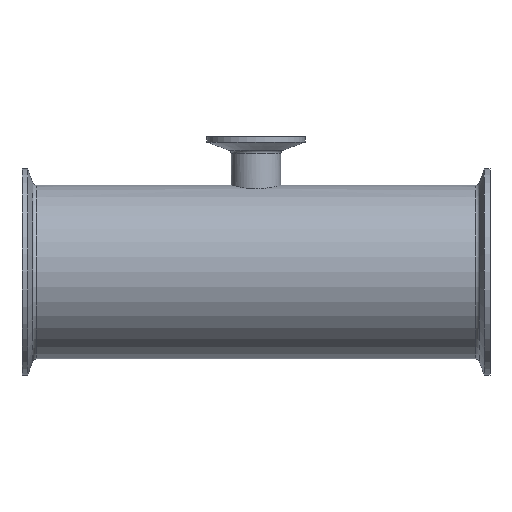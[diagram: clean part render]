
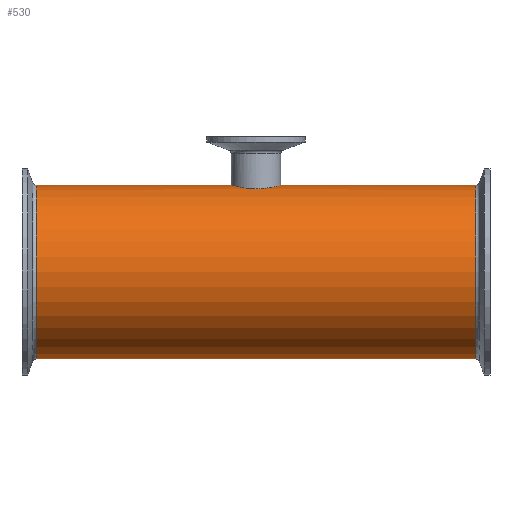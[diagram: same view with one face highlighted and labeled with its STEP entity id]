
A CAD part, front view. The second image highlights one B-rep face of the part: STEP entity #530.
In plain terms, the highlighted cylindrical face has radius 44.55 mm (diameter 89.1 mm), a full revolution.
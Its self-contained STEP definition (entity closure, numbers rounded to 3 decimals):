
#19=FACE_BOUND('',#139,.T.);
#29=B_SPLINE_CURVE_WITH_KNOTS('',3,(#876,#877,#878,#879,#880,#881,#882,
#883,#884,#885),.UNSPECIFIED.,.F.,.F.,(4,2,2,2,4),(0.,0.481,
0.963,1.444,1.925),.UNSPECIFIED.);
#30=B_SPLINE_CURVE_WITH_KNOTS('',3,(#886,#887,#888,#889,#890,#891,#892,
#893,#894,#895,#896,#897,#898,#899,#900,#901,#902,#903,#904,#905,#906,#907,
#908,#909,#910,#911),.UNSPECIFIED.,.F.,.F.,(4,2,2,2,2,2,2,2,2,2,2,2,4),
(1.925,2.406,2.888,3.369,3.85,
4.332,4.813,5.294,5.775,6.257,
6.738,7.219,7.701),.UNSPECIFIED.);
#35=CYLINDRICAL_SURFACE('',#622,44.55);
#48=LINE('',#999,#64);
#64=VECTOR('',#787,44.55);
#100=FACE_OUTER_BOUND('',#138,.T.);
#138=EDGE_LOOP('',(#427,#428,#429,#430,#431,#432));
#139=EDGE_LOOP('',(#433,#434));
#192=CIRCLE('',#618,44.55);
#193=CIRCLE('',#619,44.55);
#195=CIRCLE('',#623,44.55);
#196=CIRCLE('',#624,44.55);
#219=VERTEX_POINT('',#873);
#220=VERTEX_POINT('',#875);
#245=VERTEX_POINT('',#985);
#246=VERTEX_POINT('',#987);
#248=VERTEX_POINT('',#995);
#249=VERTEX_POINT('',#996);
#272=EDGE_CURVE('',#220,#219,#29,.T.);
#273=EDGE_CURVE('',#219,#220,#30,.T.);
#309=EDGE_CURVE('',#245,#246,#192,.T.);
#310=EDGE_CURVE('',#246,#245,#193,.T.);
#313=EDGE_CURVE('',#248,#249,#195,.T.);
#314=EDGE_CURVE('',#249,#248,#196,.T.);
#315=EDGE_CURVE('',#249,#246,#48,.T.);
#427=ORIENTED_EDGE('',*,*,#313,.F.);
#428=ORIENTED_EDGE('',*,*,#314,.F.);
#429=ORIENTED_EDGE('',*,*,#315,.T.);
#430=ORIENTED_EDGE('',*,*,#309,.F.);
#431=ORIENTED_EDGE('',*,*,#310,.F.);
#432=ORIENTED_EDGE('',*,*,#315,.F.);
#433=ORIENTED_EDGE('',*,*,#272,.T.);
#434=ORIENTED_EDGE('',*,*,#273,.T.);
#530=ADVANCED_FACE('',(#100,#19),#35,.T.);
#618=AXIS2_PLACEMENT_3D('',#988,#772,#773);
#619=AXIS2_PLACEMENT_3D('',#989,#774,#775);
#622=AXIS2_PLACEMENT_3D('',#994,#781,#782);
#623=AXIS2_PLACEMENT_3D('',#997,#783,#784);
#624=AXIS2_PLACEMENT_3D('',#998,#785,#786);
#772=DIRECTION('center_axis',(-1.,0.,0.));
#773=DIRECTION('ref_axis',(0.,0.,-1.));
#774=DIRECTION('center_axis',(-1.,0.,0.));
#775=DIRECTION('ref_axis',(0.,0.,-1.));
#781=DIRECTION('center_axis',(1.,0.,0.));
#782=DIRECTION('ref_axis',(0.,1.,0.));
#783=DIRECTION('center_axis',(1.,0.,0.));
#784=DIRECTION('ref_axis',(0.,0.,-1.));
#785=DIRECTION('center_axis',(1.,0.,0.));
#786=DIRECTION('ref_axis',(0.,0.,-1.));
#787=DIRECTION('',(-1.,0.,0.));
#873=CARTESIAN_POINT('',(-12.7,0.,44.55));
#875=CARTESIAN_POINT('',(0.,-12.7,42.701));
#876=CARTESIAN_POINT('Ctrl Pts',(0.,-12.7,42.701));
#877=CARTESIAN_POINT('Ctrl Pts',(-1.604,-12.7,42.701));
#878=CARTESIAN_POINT('Ctrl Pts',(-3.309,-12.378,42.801));
#879=CARTESIAN_POINT('Ctrl Pts',(-6.435,-11.079,43.156));
#880=CARTESIAN_POINT('Ctrl Pts',(-7.858,-10.103,43.404));
#881=CARTESIAN_POINT('Ctrl Pts',(-10.103,-7.858,43.867));
#882=CARTESIAN_POINT('Ctrl Pts',(-11.079,-6.436,44.111));
#883=CARTESIAN_POINT('Ctrl Pts',(-12.378,-3.309,44.455));
#884=CARTESIAN_POINT('Ctrl Pts',(-12.7,-1.604,44.55));
#885=CARTESIAN_POINT('Ctrl Pts',(-12.7,0.,44.55));
#886=CARTESIAN_POINT('Ctrl Pts',(-12.7,0.,44.55));
#887=CARTESIAN_POINT('Ctrl Pts',(-12.7,1.604,44.55));
#888=CARTESIAN_POINT('Ctrl Pts',(-12.378,3.309,44.455));
#889=CARTESIAN_POINT('Ctrl Pts',(-11.079,6.436,44.111));
#890=CARTESIAN_POINT('Ctrl Pts',(-10.103,7.858,43.867));
#891=CARTESIAN_POINT('Ctrl Pts',(-7.858,10.103,43.404));
#892=CARTESIAN_POINT('Ctrl Pts',(-6.435,11.079,43.156));
#893=CARTESIAN_POINT('Ctrl Pts',(-3.309,12.378,42.801));
#894=CARTESIAN_POINT('Ctrl Pts',(-1.604,12.7,42.701));
#895=CARTESIAN_POINT('Ctrl Pts',(1.604,12.7,42.701));
#896=CARTESIAN_POINT('Ctrl Pts',(3.309,12.378,42.801));
#897=CARTESIAN_POINT('Ctrl Pts',(6.435,11.079,43.156));
#898=CARTESIAN_POINT('Ctrl Pts',(7.858,10.103,43.404));
#899=CARTESIAN_POINT('Ctrl Pts',(10.103,7.858,43.867));
#900=CARTESIAN_POINT('Ctrl Pts',(11.079,6.436,44.111));
#901=CARTESIAN_POINT('Ctrl Pts',(12.378,3.309,44.455));
#902=CARTESIAN_POINT('Ctrl Pts',(12.7,1.604,44.55));
#903=CARTESIAN_POINT('Ctrl Pts',(12.7,-1.604,44.55));
#904=CARTESIAN_POINT('Ctrl Pts',(12.378,-3.309,44.455));
#905=CARTESIAN_POINT('Ctrl Pts',(11.079,-6.436,44.111));
#906=CARTESIAN_POINT('Ctrl Pts',(10.103,-7.858,43.867));
#907=CARTESIAN_POINT('Ctrl Pts',(7.858,-10.103,43.404));
#908=CARTESIAN_POINT('Ctrl Pts',(6.435,-11.079,43.156));
#909=CARTESIAN_POINT('Ctrl Pts',(3.309,-12.378,42.801));
#910=CARTESIAN_POINT('Ctrl Pts',(1.604,-12.7,42.701));
#911=CARTESIAN_POINT('Ctrl Pts',(0.,-12.7,42.701));
#985=CARTESIAN_POINT('',(-112.674,0.,44.55));
#987=CARTESIAN_POINT('',(-112.674,-44.55,0.));
#988=CARTESIAN_POINT('Origin',(-112.674,0.,0.));
#989=CARTESIAN_POINT('Origin',(-112.674,0.,0.));
#994=CARTESIAN_POINT('Origin',(0.,0.,0.));
#995=CARTESIAN_POINT('',(112.674,0.,-44.55));
#996=CARTESIAN_POINT('',(112.674,-44.55,0.));
#997=CARTESIAN_POINT('Origin',(112.674,0.,0.));
#998=CARTESIAN_POINT('Origin',(112.674,0.,0.));
#999=CARTESIAN_POINT('',(0.,-44.55,0.));
